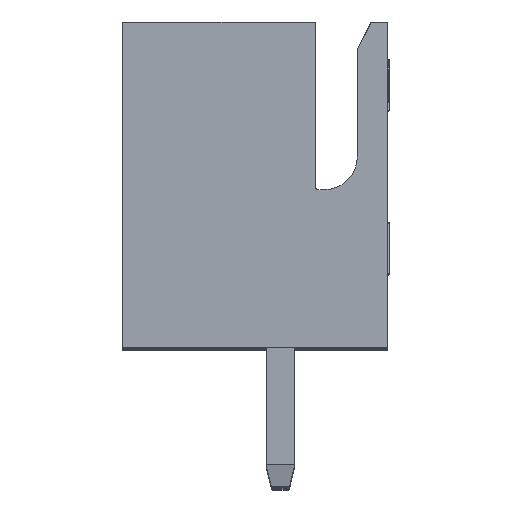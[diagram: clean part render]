
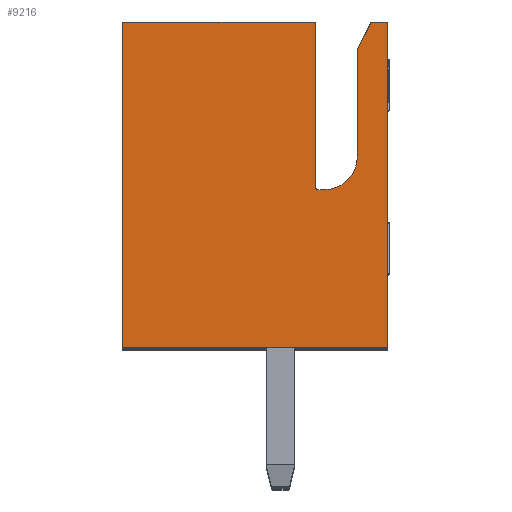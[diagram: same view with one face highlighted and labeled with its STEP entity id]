
A CAD part, top view. The second image highlights one B-rep face of the part: STEP entity #9216.
In plain terms, the highlighted planar face has unit normal (0, 0, 1).
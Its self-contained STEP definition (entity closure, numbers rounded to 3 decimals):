
#283=LINE('',#14155,#1309);
#291=LINE('',#14170,#1317);
#311=LINE('',#14226,#1337);
#556=LINE('',#15123,#1582);
#560=LINE('',#15141,#1586);
#565=LINE('',#15150,#1591);
#1165=LINE('',#16377,#2191);
#1187=LINE('',#16426,#2213);
#1198=LINE('',#16449,#2224);
#1309=VECTOR('',#10075,10.);
#1317=VECTOR('',#10085,10.);
#1337=VECTOR('',#10131,10.);
#1582=VECTOR('',#10612,10.);
#1586=VECTOR('',#10632,10.);
#1591=VECTOR('',#10643,10.);
#2191=VECTOR('',#11801,10.);
#2213=VECTOR('',#11853,10.);
#2224=VECTOR('',#11880,10.);
#2598=PLANE('',#9775);
#3093=FACE_OUTER_BOUND('',#3618,.T.);
#3618=EDGE_LOOP('',(#8161,#8162,#8163,#8164,#8165,#8166,#8167,#8168,#8169,
#8170,#8171));
#3645=CIRCLE('',#9468,0.05);
#3654=CIRCLE('',#9759,0.7);
#3909=VERTEX_POINT('',#14152);
#3910=VERTEX_POINT('',#14154);
#3916=VERTEX_POINT('',#14168);
#3938=VERTEX_POINT('',#14223);
#3939=VERTEX_POINT('',#14225);
#4140=VERTEX_POINT('',#15120);
#4141=VERTEX_POINT('',#15122);
#4145=VERTEX_POINT('',#15134);
#4147=VERTEX_POINT('',#15140);
#4496=VERTEX_POINT('',#16375);
#4508=VERTEX_POINT('',#16424);
#4737=EDGE_CURVE('',#3910,#3909,#283,.T.);
#4745=EDGE_CURVE('',#3916,#3909,#291,.T.);
#4772=EDGE_CURVE('',#3939,#3938,#311,.T.);
#5078=EDGE_CURVE('',#4141,#4140,#556,.T.);
#5084=EDGE_CURVE('',#3910,#4145,#3645,.T.);
#5087=EDGE_CURVE('',#4147,#4145,#560,.T.);
#5092=EDGE_CURVE('',#4141,#3938,#565,.T.);
#5697=EDGE_CURVE('',#4140,#4496,#1165,.T.);
#5703=EDGE_CURVE('',#4496,#4147,#3654,.T.);
#5722=EDGE_CURVE('',#4508,#3916,#1187,.T.);
#5733=EDGE_CURVE('',#4508,#3939,#1198,.T.);
#8161=ORIENTED_EDGE('',*,*,#5078,.T.);
#8162=ORIENTED_EDGE('',*,*,#5697,.T.);
#8163=ORIENTED_EDGE('',*,*,#5703,.T.);
#8164=ORIENTED_EDGE('',*,*,#5087,.T.);
#8165=ORIENTED_EDGE('',*,*,#5084,.F.);
#8166=ORIENTED_EDGE('',*,*,#4737,.T.);
#8167=ORIENTED_EDGE('',*,*,#4745,.F.);
#8168=ORIENTED_EDGE('',*,*,#5722,.F.);
#8169=ORIENTED_EDGE('',*,*,#5733,.T.);
#8170=ORIENTED_EDGE('',*,*,#4772,.T.);
#8171=ORIENTED_EDGE('',*,*,#5092,.F.);
#9216=ADVANCED_FACE('',(#3093),#2598,.T.);
#9468=AXIS2_PLACEMENT_3D('',#15135,#10625,#10626);
#9759=AXIS2_PLACEMENT_3D('',#16388,#11817,#11818);
#9775=AXIS2_PLACEMENT_3D('',#16448,#11878,#11879);
#10075=DIRECTION('',(0.,1.,0.));
#10085=DIRECTION('',(1.,0.,0.));
#10131=DIRECTION('',(0.,1.,0.));
#10612=DIRECTION('',(-0.447,-0.894,0.));
#10625=DIRECTION('center_axis',(0.,0.,1.));
#10626=DIRECTION('ref_axis',(-0.707,-0.707,0.));
#10632=DIRECTION('',(-1.,0.,0.));
#10643=DIRECTION('',(1.,0.,0.));
#11801=DIRECTION('',(0.,-1.,0.));
#11817=DIRECTION('center_axis',(0.,0.,-1.));
#11818=DIRECTION('ref_axis',(0.,-1.,0.));
#11853=DIRECTION('',(0.,1.,0.));
#11878=DIRECTION('center_axis',(0.,0.,1.));
#11879=DIRECTION('ref_axis',(1.,0.,0.));
#11880=DIRECTION('',(1.,0.,0.));
#14152=CARTESIAN_POINT('',(1.29,7.,16.6));
#14154=CARTESIAN_POINT('',(1.29,3.45,16.6));
#14155=CARTESIAN_POINT('',(1.29,1.7,16.6));
#14168=CARTESIAN_POINT('',(-2.85,7.,16.6));
#14170=CARTESIAN_POINT('',(-2.85,7.,16.6));
#14223=CARTESIAN_POINT('',(2.85,7.,16.6));
#14225=CARTESIAN_POINT('',(2.85,0.,16.6));
#14226=CARTESIAN_POINT('',(2.85,0.,16.6));
#15120=CARTESIAN_POINT('',(2.19,6.4,16.6));
#15122=CARTESIAN_POINT('',(2.49,7.,16.6));
#15123=CARTESIAN_POINT('',(0.556,3.132,16.6));
#15134=CARTESIAN_POINT('',(1.34,3.4,16.6));
#15135=CARTESIAN_POINT('Origin',(1.34,3.45,16.6));
#15140=CARTESIAN_POINT('',(1.49,3.4,16.6));
#15141=CARTESIAN_POINT('',(-0.68,3.4,16.6));
#15150=CARTESIAN_POINT('',(-2.85,7.,16.6));
#16375=CARTESIAN_POINT('',(2.19,4.1,16.6));
#16377=CARTESIAN_POINT('',(2.19,3.5,16.6));
#16388=CARTESIAN_POINT('Origin',(1.49,4.1,16.6));
#16424=CARTESIAN_POINT('',(-2.85,0.,16.6));
#16426=CARTESIAN_POINT('',(-2.85,0.,16.6));
#16448=CARTESIAN_POINT('Origin',(-2.85,0.,16.6));
#16449=CARTESIAN_POINT('',(-2.85,0.,16.6));
